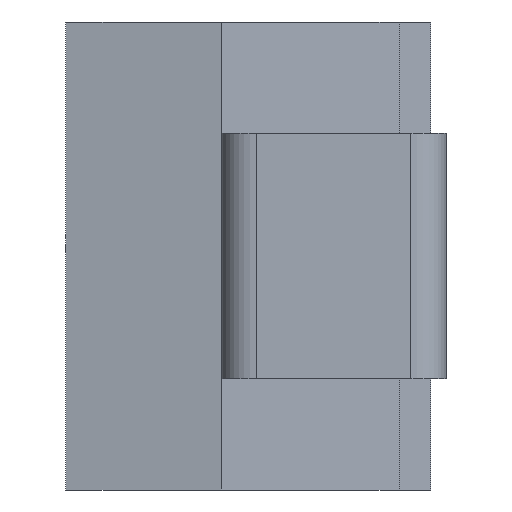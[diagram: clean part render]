
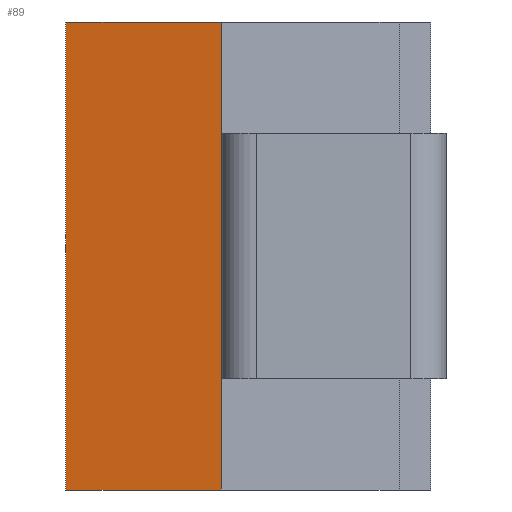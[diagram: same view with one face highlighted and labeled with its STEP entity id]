
A CAD part, left-side view. The second image highlights one B-rep face of the part: STEP entity #89.
In plain terms, the highlighted planar face has unit normal (-0.99, 0.139, 0).
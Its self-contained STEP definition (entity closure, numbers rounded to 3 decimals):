
#89 = ADVANCED_FACE ( 'NONE', ( #1563 ), #120, .F. ) ;
#106 = ORIENTED_EDGE ( 'NONE', *, *, #1284, .T. ) ;
#120 = PLANE ( 'NONE',  #180 ) ;
#144 = DIRECTION ( 'NONE',  ( 0., 0., 1. ) ) ;
#180 = AXIS2_PLACEMENT_3D ( 'NONE', #1745, #1223, #948 ) ;
#181 = CARTESIAN_POINT ( 'NONE',  ( -1.763, -1.432, 2.801 ) ) ;
#187 = LINE ( 'NONE', #498, #1209 ) ;
#202 = CARTESIAN_POINT ( 'NONE',  ( -1.887, -2.317, 5.466 ) ) ;
#250 = CARTESIAN_POINT ( 'NONE',  ( -1.887, -2.317, 5.466 ) ) ;
#305 = EDGE_CURVE ( 'NONE', #342, #503, #1032, .T. ) ;
#335 = VECTOR ( 'NONE', #1170, 1000. ) ;
#342 = VERTEX_POINT ( 'NONE', #914 ) ;
#348 = VECTOR ( 'NONE', #1110, 1000. ) ;
#358 = CARTESIAN_POINT ( 'NONE',  ( -1.763, -1.432, 5.466 ) ) ;
#390 = LINE ( 'NONE', #1098, #348 ) ;
#404 = CARTESIAN_POINT ( 'NONE',  ( -1.887, -2.317, 4.834 ) ) ;
#409 = CARTESIAN_POINT ( 'NONE',  ( -1.887, -2.317, 5.466 ) ) ;
#419 = VERTEX_POINT ( 'NONE', #250 ) ;
#437 = CARTESIAN_POINT ( 'NONE',  ( -1.887, -2.317, 2.801 ) ) ;
#498 = CARTESIAN_POINT ( 'NONE',  ( -1.887, -2.317, 5.466 ) ) ;
#503 = VERTEX_POINT ( 'NONE', #1351 ) ;
#569 = EDGE_LOOP ( 'NONE', ( #1309, #1089, #106, #1459, #869, #1728 ) ) ;
#592 = VECTOR ( 'NONE', #1285, 1000. ) ;
#683 = LINE ( 'NONE', #409, #1354 ) ;
#765 = EDGE_CURVE ( 'NONE', #503, #1469, #1669, .T. ) ;
#776 = DIRECTION ( 'NONE',  ( 0., 0., -1. ) ) ;
#821 = EDGE_CURVE ( 'NONE', #1469, #876, #1020, .T. ) ;
#826 = DIRECTION ( 'NONE',  ( 0., 0., -1. ) ) ;
#869 = ORIENTED_EDGE ( 'NONE', *, *, #305, .T. ) ;
#876 = VERTEX_POINT ( 'NONE', #903 ) ;
#903 = CARTESIAN_POINT ( 'NONE',  ( -1.887, -2.317, 3.434 ) ) ;
#914 = CARTESIAN_POINT ( 'NONE',  ( -1.763, -1.432, 5.466 ) ) ;
#948 = DIRECTION ( 'NONE',  ( 0.139, 0.99, 0. ) ) ;
#1020 = LINE ( 'NONE', #202, #335 ) ;
#1032 = LINE ( 'NONE', #358, #1373 ) ;
#1089 = ORIENTED_EDGE ( 'NONE', *, *, #1139, .F. ) ;
#1098 = CARTESIAN_POINT ( 'NONE',  ( -1.887, -2.317, 5.466 ) ) ;
#1110 = DIRECTION ( 'NONE',  ( -0.139, -0.99, 0. ) ) ;
#1139 = EDGE_CURVE ( 'NONE', #1450, #876, #683, .T. ) ;
#1170 = DIRECTION ( 'NONE',  ( 0., 0., 1. ) ) ;
#1209 = VECTOR ( 'NONE', #144, 1000. ) ;
#1223 = DIRECTION ( 'NONE',  ( 0.99, -0.139, 0. ) ) ;
#1284 = EDGE_CURVE ( 'NONE', #1450, #419, #187, .T. ) ;
#1285 = DIRECTION ( 'NONE',  ( -0.139, -0.99, 0. ) ) ;
#1309 = ORIENTED_EDGE ( 'NONE', *, *, #821, .T. ) ;
#1351 = CARTESIAN_POINT ( 'NONE',  ( -1.763, -1.432, 2.801 ) ) ;
#1354 = VECTOR ( 'NONE', #826, 1000. ) ;
#1373 = VECTOR ( 'NONE', #776, 1000. ) ;
#1450 = VERTEX_POINT ( 'NONE', #404 ) ;
#1459 = ORIENTED_EDGE ( 'NONE', *, *, #1525, .F. ) ;
#1469 = VERTEX_POINT ( 'NONE', #437 ) ;
#1525 = EDGE_CURVE ( 'NONE', #342, #419, #390, .T. ) ;
#1563 = FACE_OUTER_BOUND ( 'NONE', #569, .T. ) ;
#1669 = LINE ( 'NONE', #181, #592 ) ;
#1728 = ORIENTED_EDGE ( 'NONE', *, *, #765, .T. ) ;
#1745 = CARTESIAN_POINT ( 'NONE',  ( -1.887, -2.317, 5.466 ) ) ;
